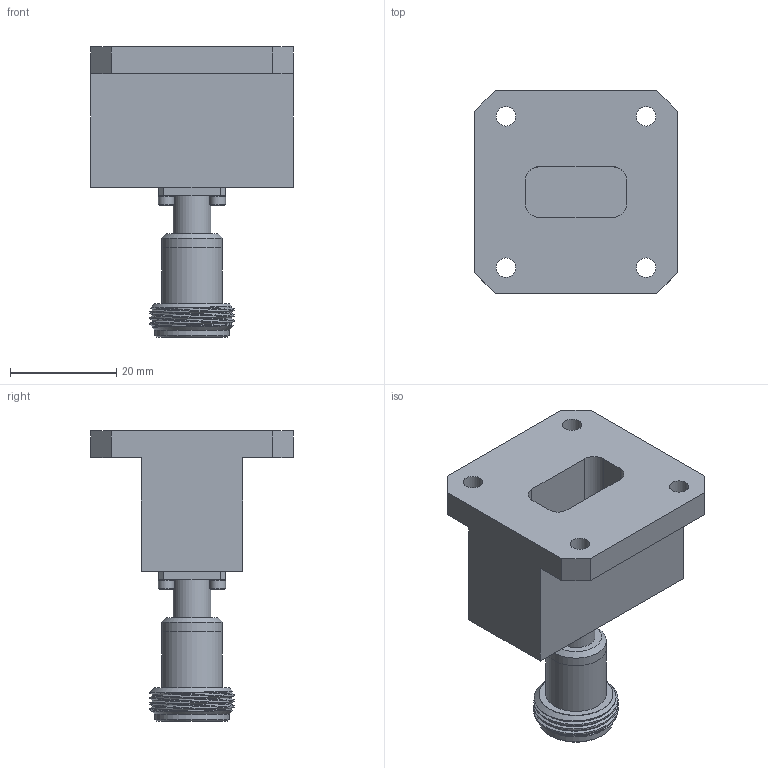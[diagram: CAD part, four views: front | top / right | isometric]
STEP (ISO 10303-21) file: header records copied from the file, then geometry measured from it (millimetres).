
FILE_DESCRIPTION (( 'STEP AP203' ), '1' );
FILE_NAME ('FMWCA9867_3D.step', '2022-03-17T17:22:37', ( '' ), ( '' ), 'SwSTEP 2.0', 'SolidWorks 2021', '' );
FILE_SCHEMA (( 'CONFIG_CONTROL_DESIGN' ));
Length unit declared in the file: inch
Products named in the file (1): FMWCA9867_3D
Bounding box: 38.1 x 38.1 x 54.71 mm (x, y, z)
Volume: 20517.1 mm3; surface area: 9652.3 mm2
Topology: 1 solids, 1 shells, 150 faces, 339 edges, 207 vertices
Faces by surface type: plane 82, cone 42, cylinder 23, bspline 3
Full cylindrical faces by diameter (mm): 1.524 x1, 2.292 x1, 2.54 x1, 2.997 x4, 3.658 x4, 7.112 x1, 7.366 x1, 8.382 x1, 11.431 x2, 13.971 x2
Entity records: 5268 total; most frequent: CARTESIAN_POINT 2050, DIRECTION 648, ORIENTED_EDGE 592, EDGE_CURVE 296, AXIS2_PLACEMENT_3D 246, EDGE_LOOP 206, VERTEX_POINT 196, FACE_OUTER_BOUND 168
